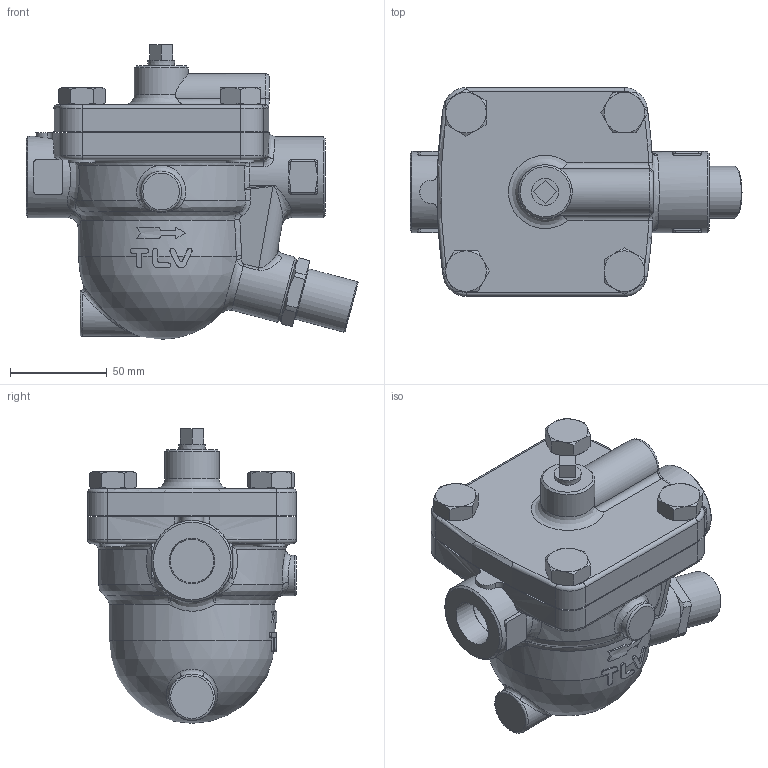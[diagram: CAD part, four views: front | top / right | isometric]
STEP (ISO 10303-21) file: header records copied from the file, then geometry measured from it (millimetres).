
FILE_DESCRIPTION((''),'2;1');
FILE_NAME('ja500-020-screw-00.stp','2010-11-11T09:37:04',('nakaot'),(''),'Autodesk Inventor 2008','Autodesk Inventor 2008','');
FILE_SCHEMA(('AUTOMOTIVE_DESIGN { 1 0 10303 214 1 1 1 1 }'));
Length unit declared in the file: millimetre
Products named in the file (1): ja500-020-screw-00
Bounding box: 171.89 x 108 x 152.5 mm (x, y, z)
Volume: 1004220.7 mm3; surface area: 93757.3 mm2
Topology: 1 solids, 1 shells, 381 faces, 942 edges, 567 vertices
Faces by surface type: bspline 117, plane 101, cylinder 89, cone 56, torus 17, sphere 1
Full cylindrical faces by diameter (mm): 14 x8, 21 x1, 27 x1, 28 x1, 35 x1, 42 x2, 77 x1
Entity records: 23160 total; most frequent: CARTESIAN_POINT 15264, ORIENTED_EDGE 1742, DIRECTION 1486, EDGE_CURVE 871, AXIS2_PLACEMENT_3D 634, VERTEX_POINT 543, EDGE_LOOP 438, FACE_OUTER_BOUND 379
